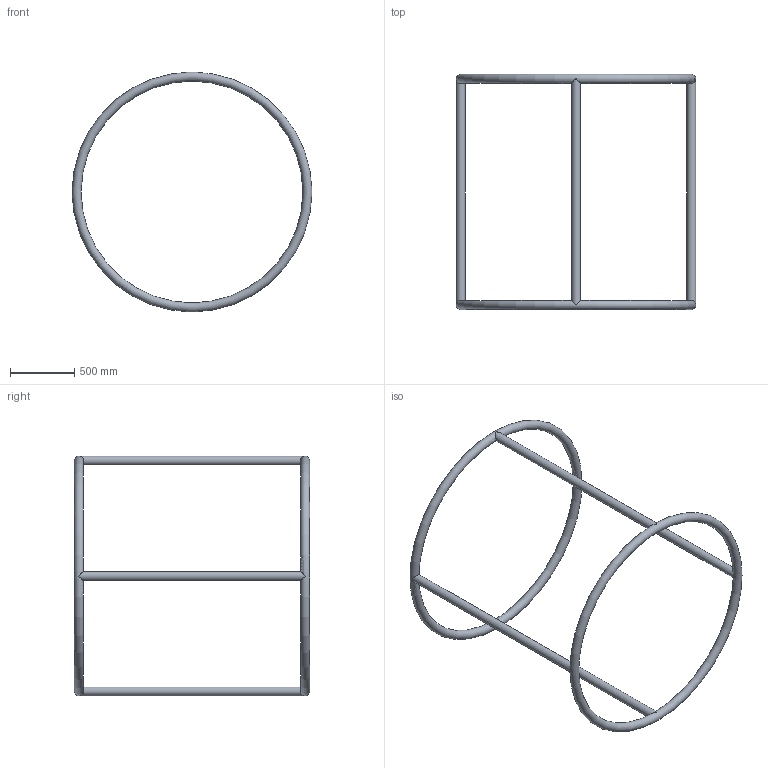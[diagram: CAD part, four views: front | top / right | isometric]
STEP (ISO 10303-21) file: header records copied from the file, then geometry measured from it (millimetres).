
FILE_DESCRIPTION(/* description */ (''),/* implementation_level */ '2;1');
FILE_NAME(/* name */ 'CylindircalFrame.stp',/* time_stamp */ '2024-08-26T14:57:05+02:00',/* author */ ('1863498'),/* organization */ (''),/* preprocessor_version */ 'ST-DEVELOPER v18.1',/* originating_system */ 'Autodesk Inventor 2020',/* authorisation */ '');
FILE_SCHEMA (('AUTOMOTIVE_DESIGN { 1 0 10303 214 3 1 1 }'));
Length unit declared in the file: metre
Products named in the file (1): CylindircalFrame
Bounding box: 1870 x 1835 x 1870.19 mm (x, y, z)
Volume: 69857206.1 mm3; surface area: 3963547.3 mm2
Topology: 1 solids, 1 shells, 14 faces, 54 edges, 32 vertices
Faces by surface type: plane 8, cylinder 4, torus 2
Full cylindrical faces by diameter (mm): 70 x2, 70.211 x2
Entity records: 1053 total; most frequent: CARTESIAN_POINT 561, ORIENTED_EDGE 108, DIRECTION 94, EDGE_CURVE 54, AXIS2_PLACEMENT_3D 45, VERTEX_POINT 32, CIRCLE 30, B_SPLINE_CURVE_WITH_KNOTS 20
